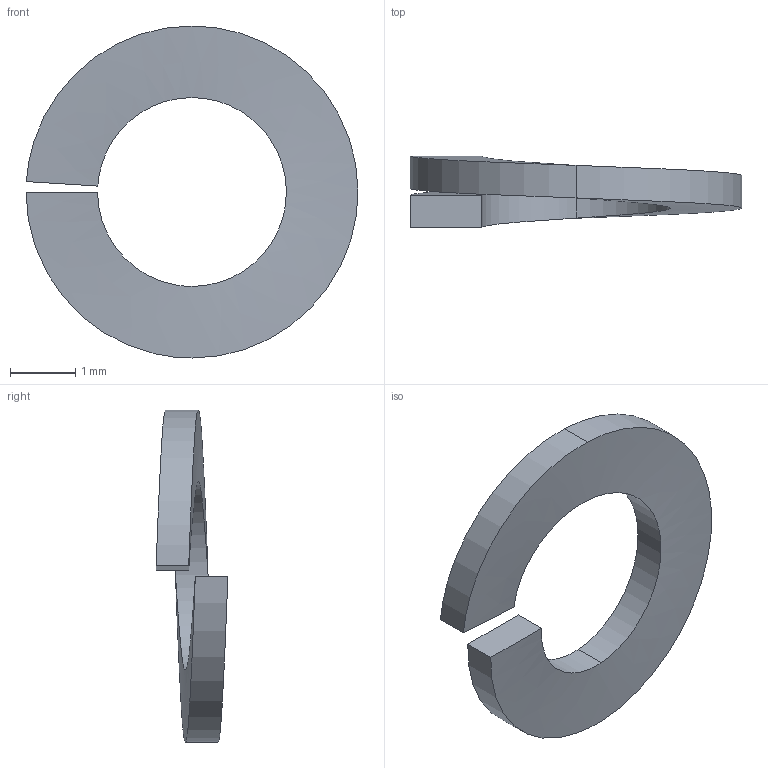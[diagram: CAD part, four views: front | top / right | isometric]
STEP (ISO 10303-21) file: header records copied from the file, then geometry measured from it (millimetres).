
FILE_DESCRIPTION (( 'STEP AP203' ), '1' );
FILE_NAME ('GPMQ3920 lock washer.STEP', '2014-09-19T14:16:51', ( 'Kyle' ), ( 'Microsoft' ), 'SwSTEP 2.0', 'SolidWorks 2014', '' );
FILE_SCHEMA (( 'CONFIG_CONTROL_DESIGN' ));
Length unit declared in the file: millimetre
Products named in the file (1): GPMQ3920 lock washer
Bounding box: 5.1 x 1.1 x 5.1 mm (x, y, z)
Volume: 6.8 mm3; surface area: 40.9 mm2
Topology: 1 solids, 1 shells, 10 faces, 24 edges, 16 vertices
Faces by surface type: cylinder 6, bspline 2, plane 2
Entity records: 435 total; most frequent: CARTESIAN_POINT 165, ORIENTED_EDGE 48, DIRECTION 30, EDGE_CURVE 24, VERTEX_POINT 16, VECTOR 12, LINE 12, EDGE_LOOP 10
